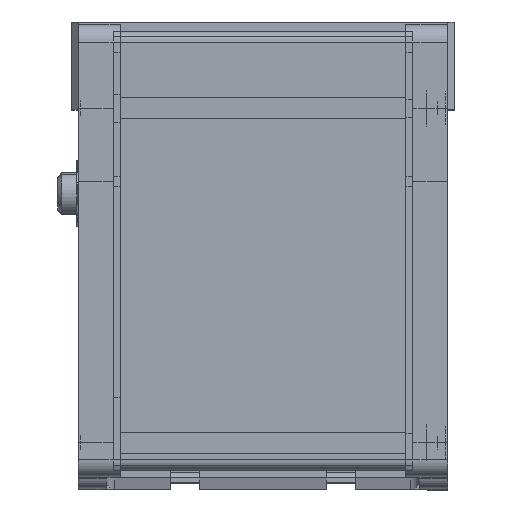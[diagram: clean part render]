
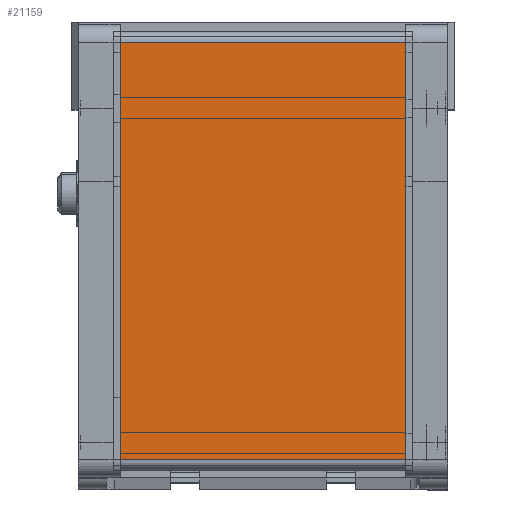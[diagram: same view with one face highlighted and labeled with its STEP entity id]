
A CAD part, top view. The second image highlights one B-rep face of the part: STEP entity #21159.
In plain terms, the highlighted face is planar.
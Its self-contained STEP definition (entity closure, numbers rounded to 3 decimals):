
#2608 = CARTESIAN_POINT ( 'NONE',  ( 97.5, 123., 43. ) ) ;
#9772 = DIRECTION ( 'NONE',  ( 0., 0., -1. ) ) ;
#9923 = CARTESIAN_POINT ( 'NONE',  ( 97.5, 123., 43. ) ) ;
#10232 = DIRECTION ( 'NONE',  ( -1., 0., 0. ) ) ;
#11849 = VECTOR ( 'NONE', #9772, 1000. ) ;
#12354 = LINE ( 'NONE', #24183, #14631 ) ;
#13360 = LINE ( 'NONE', #23944, #11849 ) ;
#14631 = VECTOR ( 'NONE', #29190, 1000. ) ;
#14814 = DIRECTION ( 'NONE',  ( 0., 0., 1. ) ) ;
#15099 = VECTOR ( 'NONE', #26727, 1000. ) ;
#15417 = CARTESIAN_POINT ( 'NONE',  ( 97.5, 0., 43. ) ) ;
#16338 = EDGE_CURVE ( 'NONE', #36898, #17569, #59189, .T. ) ;
#17569 = VERTEX_POINT ( 'NONE', #19495 ) ;
#18837 = LINE ( 'NONE', #26504, #15099 ) ;
#19495 = CARTESIAN_POINT ( 'NONE',  ( 97.5, 123., -43. ) ) ;
#21159 = ADVANCED_FACE ( 'NONE', ( #30875 ), #28172, .F. ) ;
#22275 = EDGE_CURVE ( 'NONE', #59616, #36898, #12354, .T. ) ;
#23711 = EDGE_CURVE ( 'NONE', #51043, #17569, #18837, .T. ) ;
#23944 = CARTESIAN_POINT ( 'NONE',  ( 97.5, 3., 43. ) ) ;
#24183 = CARTESIAN_POINT ( 'NONE',  ( 97.5, 0., 43. ) ) ;
#26504 = CARTESIAN_POINT ( 'NONE',  ( 97.5, 0., -43. ) ) ;
#26727 = DIRECTION ( 'NONE',  ( 0., 1., 0. ) ) ;
#28172 = PLANE ( 'NONE',  #56011 ) ;
#29190 = DIRECTION ( 'NONE',  ( 0., 1., 0. ) ) ;
#30875 = FACE_OUTER_BOUND ( 'NONE', #57384, .T. ) ;
#31670 = ORIENTED_EDGE ( 'NONE', *, *, #23711, .T. ) ;
#36898 = VERTEX_POINT ( 'NONE', #9923 ) ;
#39459 = EDGE_CURVE ( 'NONE', #59616, #51043, #13360, .T. ) ;
#41270 = VECTOR ( 'NONE', #45303, 1000. ) ;
#41936 = CARTESIAN_POINT ( 'NONE',  ( 97.5, 3., -43. ) ) ;
#43046 = ORIENTED_EDGE ( 'NONE', *, *, #39459, .T. ) ;
#45303 = DIRECTION ( 'NONE',  ( 0., 0., -1. ) ) ;
#51043 = VERTEX_POINT ( 'NONE', #41936 ) ;
#52194 = CARTESIAN_POINT ( 'NONE',  ( 97.5, 3., 43. ) ) ;
#56011 = AXIS2_PLACEMENT_3D ( 'NONE', #15417, #10232, #14814 ) ;
#57384 = EDGE_LOOP ( 'NONE', ( #31670, #61858, #60215, #43046 ) ) ;
#59189 = LINE ( 'NONE', #2608, #41270 ) ;
#59616 = VERTEX_POINT ( 'NONE', #52194 ) ;
#60215 = ORIENTED_EDGE ( 'NONE', *, *, #22275, .F. ) ;
#61858 = ORIENTED_EDGE ( 'NONE', *, *, #16338, .F. ) ;
